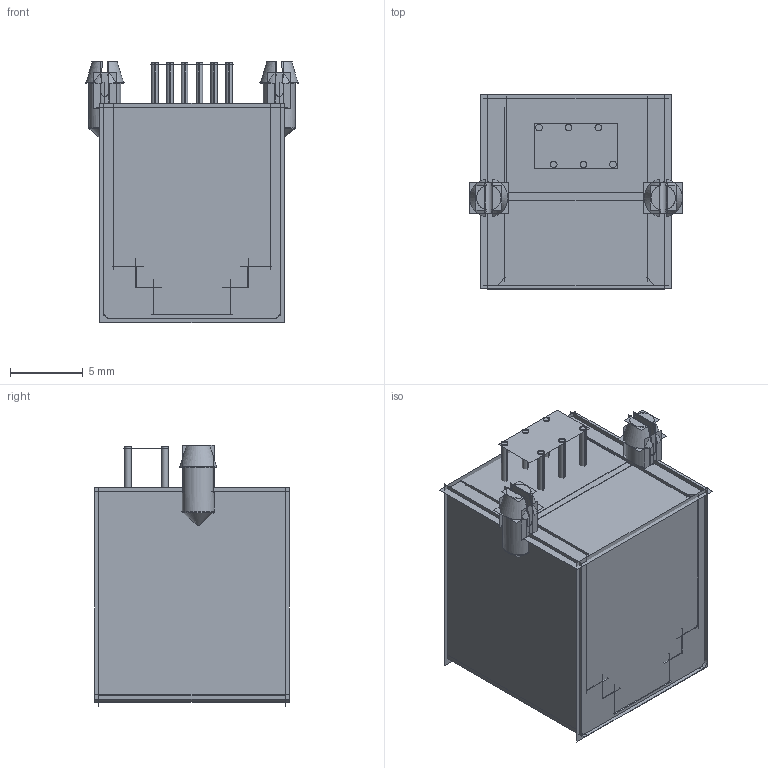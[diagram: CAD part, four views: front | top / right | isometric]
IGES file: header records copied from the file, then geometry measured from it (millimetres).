
Start section:  PTC IGES file: KRJ-55216P6CNL.igs
Global section: file name: KRJ-55216P6CNL.igs; native system: Creo Parametric by PTC Inc.; preprocessor: 2018400; author: Administrator; organization: Unknown; date: 20211025.095614; units: millimetre
Bounding box: 14.66 x 13.36 x 17.98 mm (x, y, z)
Volume: 1002.8 mm3; surface area: 9758.1 mm2
Topology: 1 solids, 1 shells, 546 faces, 2958 edges, 3712 vertices
Faces by surface type: bspline 324, revolution 222
